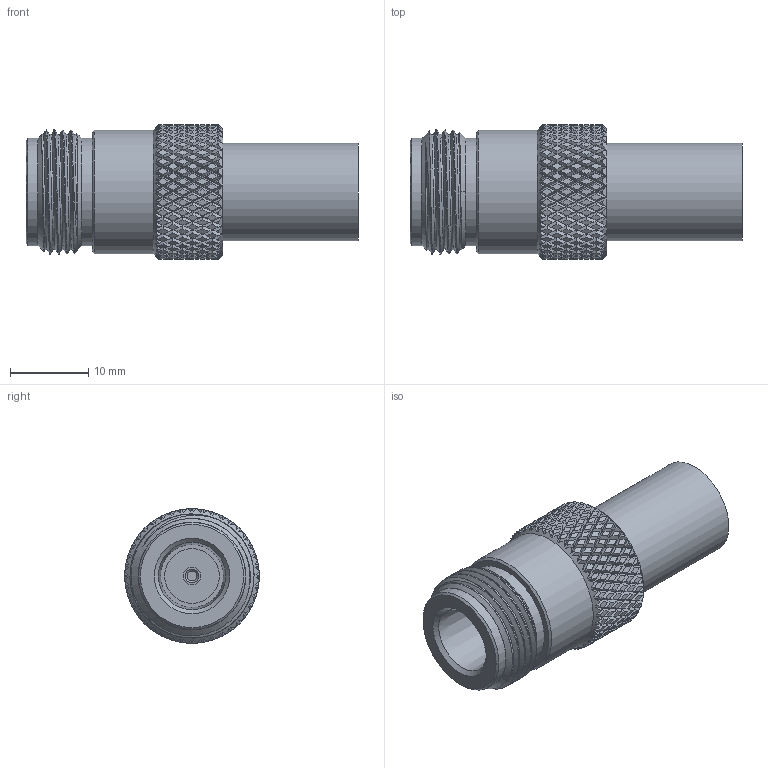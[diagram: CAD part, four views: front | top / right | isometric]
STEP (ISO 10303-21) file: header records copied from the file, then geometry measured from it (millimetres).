
FILE_DESCRIPTION (( 'STEP AP203' ), '1' );
FILE_NAME ('PE4191_3D.step', '2021-02-18T15:13:59', ( '' ), ( '' ), 'SwSTEP 2.0', 'SolidWorks 2018', '' );
FILE_SCHEMA (( 'CONFIG_CONTROL_DESIGN' ));
Products named in the file (1): PE4191_3D
Bounding box: 42.46 x 17.2 x 17.2 mm (x, y, z)
Volume: 5160 mm3; surface area: 4213.1 mm2
Topology: 2 solids, 2 shells, 1500 faces, 3260 edges, 1772 vertices
Faces by surface type: bspline 1123, cylinder 339, plane 24, cone 14
Full cylindrical faces by diameter (mm): 1.27 x1, 2.286 x1, 6.985 x1, 7.5 x1, 9.5 x1, 11.3 x1, 12.5 x1, 13.716 x2, 15.839 x1
Entity records: 58592 total; most frequent: CARTESIAN_POINT 38894, ORIENTED_EDGE 6472, EDGE_CURVE 3236, VERTEX_POINT 1766, EDGE_LOOP 1528, FACE_OUTER_BOUND 1510, ADVANCED_FACE 1500, B_SPLINE_CURVE_WITH_KNOTS 1350
